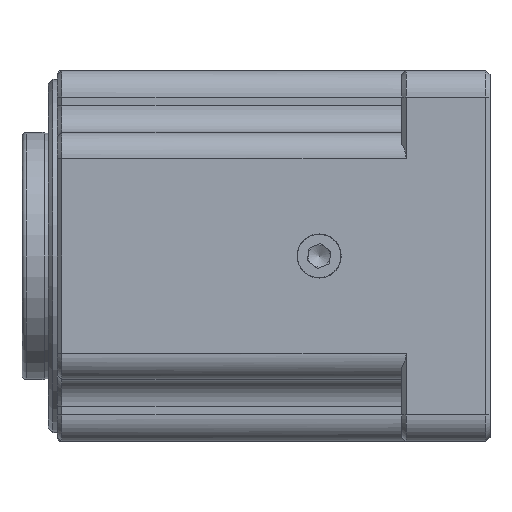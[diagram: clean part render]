
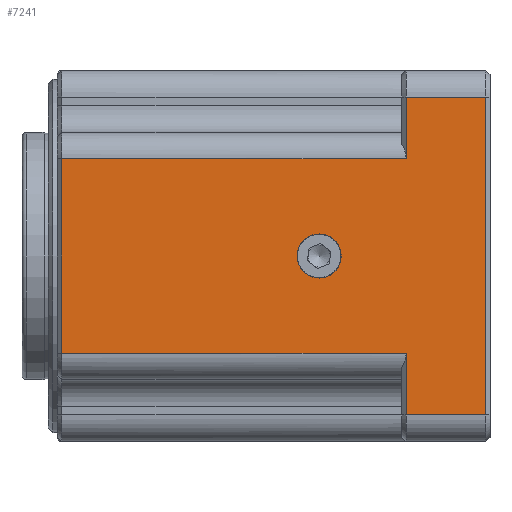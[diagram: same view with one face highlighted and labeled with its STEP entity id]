
A CAD part, left-side view. The second image highlights one B-rep face of the part: STEP entity #7241.
In plain terms, the highlighted planar face has unit normal (-1, 0, 0).
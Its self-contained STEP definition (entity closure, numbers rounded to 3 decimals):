
#143 = CARTESIAN_POINT ( 'NONE',  ( -21., 48.5, 11. ) ) ;
#788 = VECTOR ( 'NONE', #3297, 1000. ) ;
#912 = EDGE_CURVE ( 'NONE', #18961, #20815, #4275, .T. ) ;
#1568 = DIRECTION ( 'NONE',  ( 0., 0., 1. ) ) ;
#1575 = DIRECTION ( 'NONE',  ( -1., 0., 0. ) ) ;
#1591 = CARTESIAN_POINT ( 'NONE',  ( -21., 19.35, 0. ) ) ;
#3176 = VECTOR ( 'NONE', #7001, 1000. ) ;
#3297 = DIRECTION ( 'NONE',  ( 0., -1., 0. ) ) ;
#3315 = CARTESIAN_POINT ( 'NONE',  ( -21., 49., -11. ) ) ;
#3321 = LINE ( 'NONE', #3315, #788 ) ;
#4248 = DIRECTION ( 'NONE',  ( 0., -1., 0. ) ) ;
#4253 = VECTOR ( 'NONE', #4248, 1000. ) ;
#4269 = CARTESIAN_POINT ( 'NONE',  ( -21., 10., -18. ) ) ;
#4275 = LINE ( 'NONE', #4269, #4253 ) ;
#4415 = EDGE_CURVE ( 'NONE', #17432, #17432, #17397, .T. ) ;
#4802 = EDGE_CURVE ( 'NONE', #21599, #19161, #22254, .T. ) ;
#5225 = CARTESIAN_POINT ( 'NONE',  ( -21., 48.5, -11. ) ) ;
#5353 = EDGE_CURVE ( 'NONE', #21599, #9813, #17489, .T. ) ;
#5626 = DIRECTION ( 'NONE',  ( 0., 0., -1. ) ) ;
#5629 = DIRECTION ( 'NONE',  ( 1., 0., 0. ) ) ;
#5650 = CARTESIAN_POINT ( 'NONE',  ( -21., 10., 18. ) ) ;
#5654 = PLANE ( 'NONE',  #20915 ) ;
#5675 = FACE_OUTER_BOUND ( 'NONE', #12500, .T. ) ;
#5678 = FACE_BOUND ( 'NONE', #12372, .T. ) ;
#6034 = EDGE_CURVE ( 'NONE', #20052, #9813, #12981, .T. ) ;
#6122 = CARTESIAN_POINT ( 'NONE',  ( -21., 0.5, 18. ) ) ;
#6976 = AXIS2_PLACEMENT_3D ( 'NONE', #1591, #1575, #1568 ) ;
#7001 = DIRECTION ( 'NONE',  ( 0., 0., -1. ) ) ;
#7012 = EDGE_CURVE ( 'NONE', #20052, #16258, #7027, .T. ) ;
#7022 = CARTESIAN_POINT ( 'NONE',  ( -21., 48.5, 18. ) ) ;
#7027 = LINE ( 'NONE', #7022, #3176 ) ;
#7241 = ADVANCED_FACE ( 'NONE', ( #5678, #5675 ), #5654, .F. ) ;
#7620 = CARTESIAN_POINT ( 'NONE',  ( -21., 9.5, -18. ) ) ;
#7671 = EDGE_CURVE ( 'NONE', #16258, #8561, #3321, .T. ) ;
#7835 = VECTOR ( 'NONE', #12946, 1000. ) ;
#8234 = EDGE_CURVE ( 'NONE', #8561, #18961, #20866, .T. ) ;
#8561 = VERTEX_POINT ( 'NONE', #18492 ) ;
#9107 = EDGE_CURVE ( 'NONE', #20815, #19161, #14009, .T. ) ;
#9813 = VERTEX_POINT ( 'NONE', #10229 ) ;
#10229 = CARTESIAN_POINT ( 'NONE',  ( -21., 9.5, 11. ) ) ;
#10709 = VECTOR ( 'NONE', #13981, 1000. ) ;
#11068 = VECTOR ( 'NONE', #20843, 1000. ) ;
#11807 = CARTESIAN_POINT ( 'NONE',  ( -21., 9.5, 18. ) ) ;
#12372 = EDGE_LOOP ( 'NONE', ( #23572 ) ) ;
#12500 = EDGE_LOOP ( 'NONE', ( #23546, #23542, #23517, #23514, #23488, #23440, #23417, #23409 ) ) ;
#12946 = DIRECTION ( 'NONE',  ( 0., -1., 0. ) ) ;
#12961 = CARTESIAN_POINT ( 'NONE',  ( -21., 49., 11. ) ) ;
#12981 = LINE ( 'NONE', #12961, #7835 ) ;
#13981 = DIRECTION ( 'NONE',  ( 0., 0., 1. ) ) ;
#14001 = CARTESIAN_POINT ( 'NONE',  ( -21., 0.5, 18. ) ) ;
#14009 = LINE ( 'NONE', #14001, #10709 ) ;
#15126 = VECTOR ( 'NONE', #17452, 1000. ) ;
#16258 = VERTEX_POINT ( 'NONE', #5225 ) ;
#17183 = CARTESIAN_POINT ( 'NONE',  ( -21., 0.5, -18. ) ) ;
#17397 = CIRCLE ( 'NONE', #6976, 2.5 ) ;
#17426 = CARTESIAN_POINT ( 'NONE',  ( -21., 19.35, 2.5 ) ) ;
#17432 = VERTEX_POINT ( 'NONE', #17426 ) ;
#17452 = DIRECTION ( 'NONE',  ( 0., 0., -1. ) ) ;
#17464 = CARTESIAN_POINT ( 'NONE',  ( -21., 9.5, 18. ) ) ;
#17489 = LINE ( 'NONE', #17464, #15126 ) ;
#18492 = CARTESIAN_POINT ( 'NONE',  ( -21., 9.5, -11. ) ) ;
#18961 = VERTEX_POINT ( 'NONE', #7620 ) ;
#19161 = VERTEX_POINT ( 'NONE', #6122 ) ;
#20052 = VERTEX_POINT ( 'NONE', #143 ) ;
#20416 = VECTOR ( 'NONE', #22221, 1000. ) ;
#20815 = VERTEX_POINT ( 'NONE', #17183 ) ;
#20843 = DIRECTION ( 'NONE',  ( 0., 0., -1. ) ) ;
#20860 = CARTESIAN_POINT ( 'NONE',  ( -21., 9.5, 18. ) ) ;
#20866 = LINE ( 'NONE', #20860, #11068 ) ;
#20915 = AXIS2_PLACEMENT_3D ( 'NONE', #5650, #5629, #5626 ) ;
#21599 = VERTEX_POINT ( 'NONE', #11807 ) ;
#22221 = DIRECTION ( 'NONE',  ( 0., -1., 0. ) ) ;
#22224 = CARTESIAN_POINT ( 'NONE',  ( -21., 10., 18. ) ) ;
#22254 = LINE ( 'NONE', #22224, #20416 ) ;
#23409 = ORIENTED_EDGE ( 'NONE', *, *, #9107, .T. ) ;
#23417 = ORIENTED_EDGE ( 'NONE', *, *, #912, .T. ) ;
#23440 = ORIENTED_EDGE ( 'NONE', *, *, #8234, .T. ) ;
#23488 = ORIENTED_EDGE ( 'NONE', *, *, #7671, .T. ) ;
#23514 = ORIENTED_EDGE ( 'NONE', *, *, #7012, .T. ) ;
#23517 = ORIENTED_EDGE ( 'NONE', *, *, #6034, .F. ) ;
#23542 = ORIENTED_EDGE ( 'NONE', *, *, #5353, .T. ) ;
#23546 = ORIENTED_EDGE ( 'NONE', *, *, #4802, .F. ) ;
#23572 = ORIENTED_EDGE ( 'NONE', *, *, #4415, .F. ) ;
